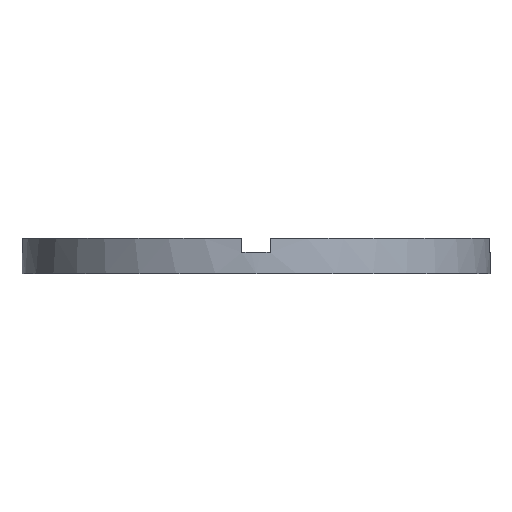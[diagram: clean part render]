
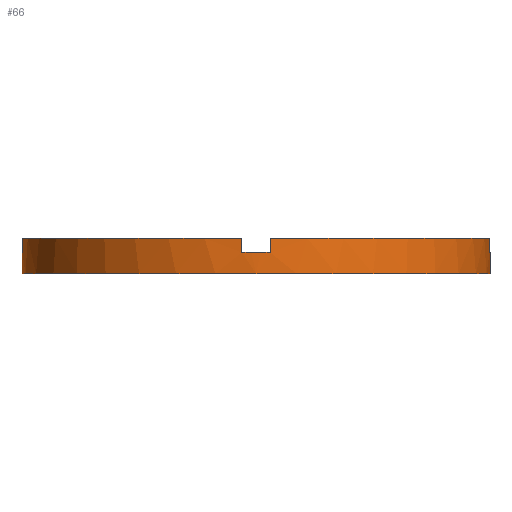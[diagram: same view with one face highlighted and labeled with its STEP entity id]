
A CAD part, front view. The second image highlights one B-rep face of the part: STEP entity #66.
In plain terms, the highlighted cylindrical face has radius 16.5 mm (diameter 33 mm), a partial arc.
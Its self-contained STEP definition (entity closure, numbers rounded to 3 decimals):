
#13 = DIRECTION ( 'NONE',  ( 0., 0., -1. ) ) ;
#23 = VERTEX_POINT ( 'NONE', #579 ) ;
#43 = CARTESIAN_POINT ( 'NONE',  ( 0., 0., 2.5 ) ) ;
#44 = EDGE_CURVE ( 'NONE', #243, #546, #359, .T. ) ;
#66 = ADVANCED_FACE ( 'NONE', ( #116 ), #365, .T. ) ;
#67 = EDGE_CURVE ( 'NONE', #395, #23, #625, .T. ) ;
#68 = DIRECTION ( 'NONE',  ( 1., 0., 0. ) ) ;
#78 = CARTESIAN_POINT ( 'NONE',  ( -16.47, -1., 1.5 ) ) ;
#85 = DIRECTION ( 'NONE',  ( 0., 0., 1. ) ) ;
#91 = AXIS2_PLACEMENT_3D ( 'NONE', #43, #230, #332 ) ;
#93 = LINE ( 'NONE', #595, #354 ) ;
#103 = EDGE_CURVE ( 'NONE', #550, #422, #382, .T. ) ;
#104 = LINE ( 'NONE', #188, #634 ) ;
#105 = DIRECTION ( 'NONE',  ( 0., 0., 1. ) ) ;
#110 = VECTOR ( 'NONE', #13, 1000. ) ;
#116 = FACE_OUTER_BOUND ( 'NONE', #727, .T. ) ;
#117 = CIRCLE ( 'NONE', #608, 16.5 ) ;
#121 = VECTOR ( 'NONE', #518, 1000. ) ;
#139 = EDGE_CURVE ( 'NONE', #535, #250, #356, .T. ) ;
#143 = CARTESIAN_POINT ( 'NONE',  ( 16.5, 0., 0. ) ) ;
#152 = EDGE_CURVE ( 'NONE', #535, #301, #351, .T. ) ;
#161 = VERTEX_POINT ( 'NONE', #393 ) ;
#167 = CARTESIAN_POINT ( 'NONE',  ( 16.5, 0., 1.5 ) ) ;
#169 = CIRCLE ( 'NONE', #392, 16.5 ) ;
#171 = CIRCLE ( 'NONE', #590, 16.5 ) ;
#183 = CARTESIAN_POINT ( 'NONE',  ( 16.47, -1., 1.5 ) ) ;
#187 = EDGE_CURVE ( 'NONE', #161, #495, #104, .T. ) ;
#188 = CARTESIAN_POINT ( 'NONE',  ( -16.47, -1., 2.5 ) ) ;
#194 = DIRECTION ( 'NONE',  ( 0., 0., -1. ) ) ;
#216 = EDGE_CURVE ( 'NONE', #546, #499, #633, .T. ) ;
#226 = CARTESIAN_POINT ( 'NONE',  ( -16.5, 0., 1.5 ) ) ;
#227 = DIRECTION ( 'NONE',  ( 1., 0., 0. ) ) ;
#230 = DIRECTION ( 'NONE',  ( 0., 0., -1. ) ) ;
#243 = VERTEX_POINT ( 'NONE', #183 ) ;
#246 = CARTESIAN_POINT ( 'NONE',  ( 0., 0., 2.5 ) ) ;
#247 = EDGE_CURVE ( 'NONE', #422, #499, #117, .T. ) ;
#250 = VERTEX_POINT ( 'NONE', #599 ) ;
#268 = EDGE_CURVE ( 'NONE', #243, #250, #93, .T. ) ;
#282 = CARTESIAN_POINT ( 'NONE',  ( 0., 0., 0. ) ) ;
#293 = ORIENTED_EDGE ( 'NONE', *, *, #152, .T. ) ;
#301 = VERTEX_POINT ( 'NONE', #584 ) ;
#303 = DIRECTION ( 'NONE',  ( 0., 0., 1. ) ) ;
#304 = ORIENTED_EDGE ( 'NONE', *, *, #602, .F. ) ;
#320 = CARTESIAN_POINT ( 'NONE',  ( 16.5, 0., 2.5 ) ) ;
#323 = DIRECTION ( 'NONE',  ( 0., 0., 1. ) ) ;
#332 = DIRECTION ( 'NONE',  ( -1., 0., 0. ) ) ;
#344 = DIRECTION ( 'NONE',  ( 1., 0., 0. ) ) ;
#350 = DIRECTION ( 'NONE',  ( 0., 0., 1. ) ) ;
#351 = LINE ( 'NONE', #475, #609 ) ;
#354 = VECTOR ( 'NONE', #350, 1000. ) ;
#355 = CARTESIAN_POINT ( 'NONE',  ( -16.5, 0., 2.5 ) ) ;
#356 = CIRCLE ( 'NONE', #624, 16.5 ) ;
#359 = CIRCLE ( 'NONE', #385, 16.5 ) ;
#365 = CYLINDRICAL_SURFACE ( 'NONE', #91, 16.5 ) ;
#380 = CARTESIAN_POINT ( 'NONE',  ( -16.5, 0., 0. ) ) ;
#382 = LINE ( 'NONE', #355, #628 ) ;
#385 = AXIS2_PLACEMENT_3D ( 'NONE', #631, #709, #764 ) ;
#392 = AXIS2_PLACEMENT_3D ( 'NONE', #612, #323, #567 ) ;
#393 = CARTESIAN_POINT ( 'NONE',  ( -16.47, -1., 2.5 ) ) ;
#395 = VERTEX_POINT ( 'NONE', #759 ) ;
#417 = CARTESIAN_POINT ( 'NONE',  ( 0., 0., 2.5 ) ) ;
#422 = VERTEX_POINT ( 'NONE', #380 ) ;
#435 = DIRECTION ( 'NONE',  ( 0., 0., 1. ) ) ;
#460 = ORIENTED_EDGE ( 'NONE', *, *, #103, .T. ) ;
#463 = ORIENTED_EDGE ( 'NONE', *, *, #216, .F. ) ;
#464 = DIRECTION ( 'NONE',  ( 0., 0., -1. ) ) ;
#466 = ORIENTED_EDGE ( 'NONE', *, *, #713, .F. ) ;
#468 = CARTESIAN_POINT ( 'NONE',  ( -1., -16.47, 2.5 ) ) ;
#473 = EDGE_CURVE ( 'NONE', #550, #495, #169, .T. ) ;
#475 = CARTESIAN_POINT ( 'NONE',  ( 1., -16.47, 2.5 ) ) ;
#494 = ORIENTED_EDGE ( 'NONE', *, *, #247, .T. ) ;
#495 = VERTEX_POINT ( 'NONE', #78 ) ;
#499 = VERTEX_POINT ( 'NONE', #143 ) ;
#502 = AXIS2_PLACEMENT_3D ( 'NONE', #653, #435, #674 ) ;
#503 = ORIENTED_EDGE ( 'NONE', *, *, #187, .T. ) ;
#508 = ORIENTED_EDGE ( 'NONE', *, *, #473, .F. ) ;
#510 = ORIENTED_EDGE ( 'NONE', *, *, #268, .T. ) ;
#518 = DIRECTION ( 'NONE',  ( 0., 0., 1. ) ) ;
#535 = VERTEX_POINT ( 'NONE', #638 ) ;
#546 = VERTEX_POINT ( 'NONE', #167 ) ;
#550 = VERTEX_POINT ( 'NONE', #226 ) ;
#567 = DIRECTION ( 'NONE',  ( 1., 0., 0. ) ) ;
#579 = CARTESIAN_POINT ( 'NONE',  ( -1., -16.47, 2.5 ) ) ;
#584 = CARTESIAN_POINT ( 'NONE',  ( 1., -16.47, 1.5 ) ) ;
#590 = AXIS2_PLACEMENT_3D ( 'NONE', #246, #105, #68 ) ;
#595 = CARTESIAN_POINT ( 'NONE',  ( 16.47, -1., 2.5 ) ) ;
#599 = CARTESIAN_POINT ( 'NONE',  ( 16.47, -1., 2.5 ) ) ;
#602 = EDGE_CURVE ( 'NONE', #161, #23, #171, .T. ) ;
#603 = DIRECTION ( 'NONE',  ( 0., 0., -1. ) ) ;
#608 = AXIS2_PLACEMENT_3D ( 'NONE', #282, #303, #344 ) ;
#609 = VECTOR ( 'NONE', #194, 1000. ) ;
#612 = CARTESIAN_POINT ( 'NONE',  ( 0., 0., 1.5 ) ) ;
#624 = AXIS2_PLACEMENT_3D ( 'NONE', #417, #85, #227 ) ;
#625 = LINE ( 'NONE', #468, #121 ) ;
#628 = VECTOR ( 'NONE', #603, 1000. ) ;
#631 = CARTESIAN_POINT ( 'NONE',  ( 0., 0., 1.5 ) ) ;
#633 = LINE ( 'NONE', #320, #110 ) ;
#634 = VECTOR ( 'NONE', #464, 1000. ) ;
#638 = CARTESIAN_POINT ( 'NONE',  ( 1., -16.47, 2.5 ) ) ;
#653 = CARTESIAN_POINT ( 'NONE',  ( 0., 0., 1.5 ) ) ;
#660 = ORIENTED_EDGE ( 'NONE', *, *, #44, .F. ) ;
#668 = CIRCLE ( 'NONE', #502, 16.5 ) ;
#674 = DIRECTION ( 'NONE',  ( 1., 0., 0. ) ) ;
#709 = DIRECTION ( 'NONE',  ( 0., 0., 1. ) ) ;
#713 = EDGE_CURVE ( 'NONE', #395, #301, #668, .T. ) ;
#727 = EDGE_LOOP ( 'NONE', ( #463, #660, #510, #739, #293, #466, #778, #304, #503, #508, #460, #494 ) ) ;
#739 = ORIENTED_EDGE ( 'NONE', *, *, #139, .F. ) ;
#759 = CARTESIAN_POINT ( 'NONE',  ( -1., -16.47, 1.5 ) ) ;
#764 = DIRECTION ( 'NONE',  ( 1., 0., 0. ) ) ;
#778 = ORIENTED_EDGE ( 'NONE', *, *, #67, .T. ) ;
